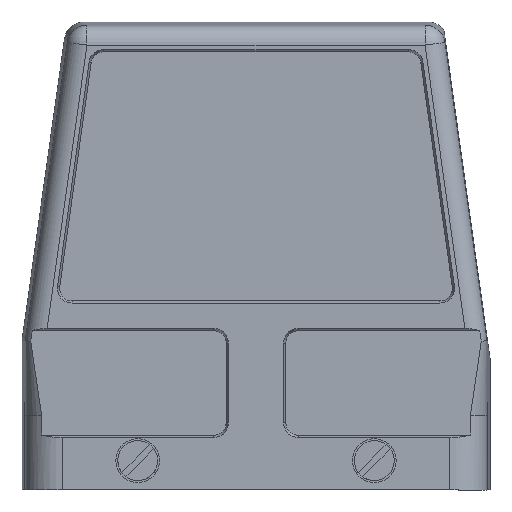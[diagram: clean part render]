
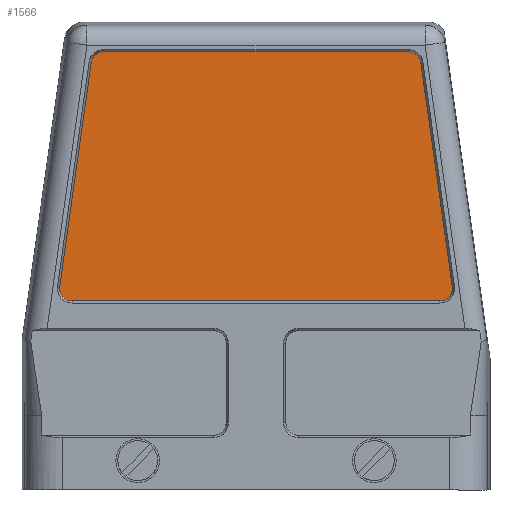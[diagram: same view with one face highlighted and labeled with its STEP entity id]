
A CAD part, front view. The second image highlights one B-rep face of the part: STEP entity #1566.
In plain terms, the highlighted planar face has unit normal (0, -1, 0).
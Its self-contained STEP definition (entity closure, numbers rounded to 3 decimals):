
#1228=FACE_OUTER_BOUND('',#3438,.T.);
#1566=ADVANCED_FACE('',(#1228),#1907,.T.);
#1907=PLANE('',#7317);
#2253=LINE('',#9947,#2807);
#2254=LINE('',#9951,#2808);
#2255=LINE('',#9955,#2809);
#2256=LINE('',#9959,#2810);
#2807=VECTOR('',#8077,1.);
#2808=VECTOR('',#8080,1.);
#2809=VECTOR('',#8083,1.);
#2810=VECTOR('',#8086,1.);
#3438=EDGE_LOOP('',(#4031,#4032,#4033,#4034,#4035,#4036,#4037,#4038));
#4031=ORIENTED_EDGE('',*,*,#6280,.F.);
#4032=ORIENTED_EDGE('',*,*,#6281,.F.);
#4033=ORIENTED_EDGE('',*,*,#6282,.F.);
#4034=ORIENTED_EDGE('',*,*,#6283,.T.);
#4035=ORIENTED_EDGE('',*,*,#6284,.T.);
#4036=ORIENTED_EDGE('',*,*,#6285,.T.);
#4037=ORIENTED_EDGE('',*,*,#6286,.T.);
#4038=ORIENTED_EDGE('',*,*,#6287,.T.);
#5693=VERTEX_POINT('',#9945);
#5694=VERTEX_POINT('',#9946);
#5695=VERTEX_POINT('',#9948);
#5696=VERTEX_POINT('',#9950);
#5697=VERTEX_POINT('',#9952);
#5698=VERTEX_POINT('',#9954);
#5699=VERTEX_POINT('',#9956);
#5700=VERTEX_POINT('',#9958);
#6280=EDGE_CURVE('',#5693,#5694,#6955,.T.);
#6281=EDGE_CURVE('',#5695,#5693,#2253,.T.);
#6282=EDGE_CURVE('',#5696,#5695,#6956,.T.);
#6283=EDGE_CURVE('',#5696,#5697,#2254,.T.);
#6284=EDGE_CURVE('',#5697,#5698,#6957,.T.);
#6285=EDGE_CURVE('',#5698,#5699,#2255,.T.);
#6286=EDGE_CURVE('',#5699,#5700,#6958,.T.);
#6287=EDGE_CURVE('',#5700,#5694,#2256,.T.);
#6955=CIRCLE('',#7313,2.5);
#6956=CIRCLE('',#7314,2.5);
#6957=CIRCLE('',#7315,2.5);
#6958=CIRCLE('',#7316,2.5);
#7313=AXIS2_PLACEMENT_3D('',#9944,#8075,#8076);
#7314=AXIS2_PLACEMENT_3D('',#9949,#8078,#8079);
#7315=AXIS2_PLACEMENT_3D('',#9953,#8081,#8082);
#7316=AXIS2_PLACEMENT_3D('',#9957,#8084,#8085);
#7317=AXIS2_PLACEMENT_3D('',#9960,#8087,#8088);
#8075=DIRECTION('',(0.,1.,0.));
#8076=DIRECTION('',(0.,0.,-1.));
#8077=DIRECTION('',(1.,0.,0.));
#8078=DIRECTION('',(0.,1.,0.));
#8079=DIRECTION('',(0.,0.,-1.));
#8080=DIRECTION('',(-0.139,0.,-0.99));
#8081=DIRECTION('',(0.,-1.,0.));
#8082=DIRECTION('',(0.,0.,-1.));
#8083=DIRECTION('',(1.,0.,0.));
#8084=DIRECTION('',(0.,-1.,0.));
#8085=DIRECTION('',(0.,0.,-1.));
#8086=DIRECTION('',(-0.139,0.,0.99));
#8087=DIRECTION('',(0.,-1.,0.));
#8088=DIRECTION('',(0.,0.,1.));
#9944=CARTESIAN_POINT('',(30.616,-40.,76.35));
#9945=CARTESIAN_POINT('',(30.616,-40.,78.85));
#9946=CARTESIAN_POINT('',(33.092,-40.,76.698));
#9947=CARTESIAN_POINT('',(-30.616,-40.,78.85));
#9948=CARTESIAN_POINT('',(-30.616,-40.,78.85));
#9949=CARTESIAN_POINT('',(-30.616,-40.,76.35));
#9950=CARTESIAN_POINT('',(-33.092,-40.,76.698));
#9951=CARTESIAN_POINT('',(-39.416,-40.,31.698));
#9952=CARTESIAN_POINT('',(-39.416,-40.,31.698));
#9953=CARTESIAN_POINT('',(-36.941,-40.,31.35));
#9954=CARTESIAN_POINT('',(-36.941,-40.,28.85));
#9955=CARTESIAN_POINT('',(36.941,-40.,28.85));
#9956=CARTESIAN_POINT('',(36.941,-40.,28.85));
#9957=CARTESIAN_POINT('',(36.941,-40.,31.35));
#9958=CARTESIAN_POINT('',(39.416,-40.,31.698));
#9959=CARTESIAN_POINT('',(33.092,-40.,76.698));
#9960=CARTESIAN_POINT('',(-30.616,-40.,76.35));
